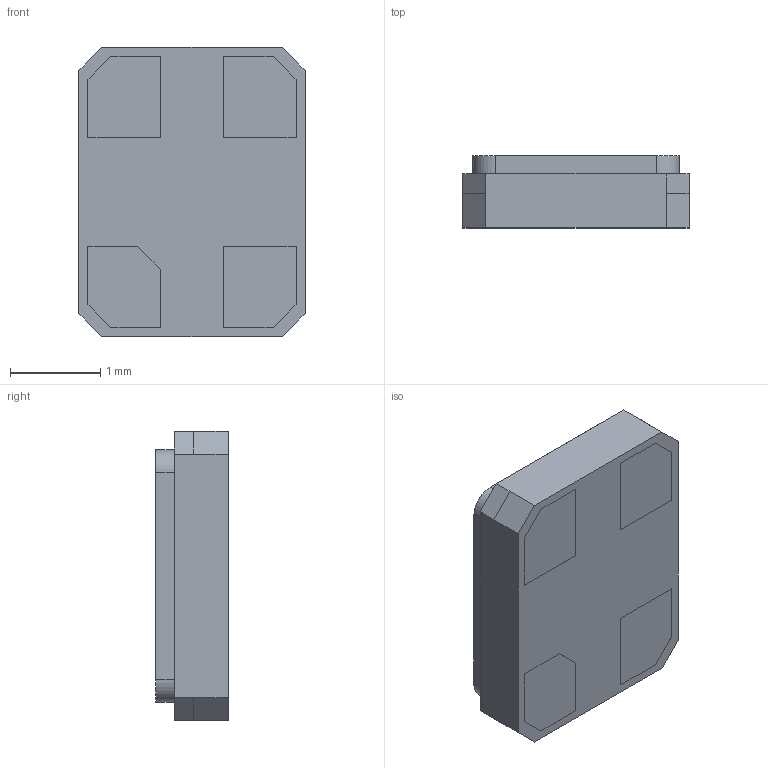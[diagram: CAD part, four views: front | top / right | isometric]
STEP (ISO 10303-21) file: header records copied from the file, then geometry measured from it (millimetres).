
FILE_DESCRIPTION (( 'STEP AP214' ), '1' );
FILE_NAME ('ABM8116000MHZ10B1UT3.STEP', '2023-01-26T21:06:10', ( '' ), ( '' ), 'SwSTEP 2.0', 'SolidWorks 2021', '' );
FILE_SCHEMA (( 'AUTOMOTIVE_DESIGN' ));
Length unit declared in the file: millimetre
Products named in the file (1): ABM8116000MHZ10B1UT3
Bounding box: 2.5 x 0.8 x 3.2 mm (x, y, z)
Volume: 6 mm3; surface area: 46.2 mm2
Topology: 10 solids, 10 shells, 217 faces, 552 edges, 368 vertices
Faces by surface type: plane 157, bspline 56, cylinder 4
Entity records: 9560 total; most frequent: CARTESIAN_POINT 4442, ORIENTED_EDGE 1104, DIRECTION 772, EDGE_CURVE 552, LINE 432, VECTOR 432, VERTEX_POINT 368, EDGE_LOOP 240
